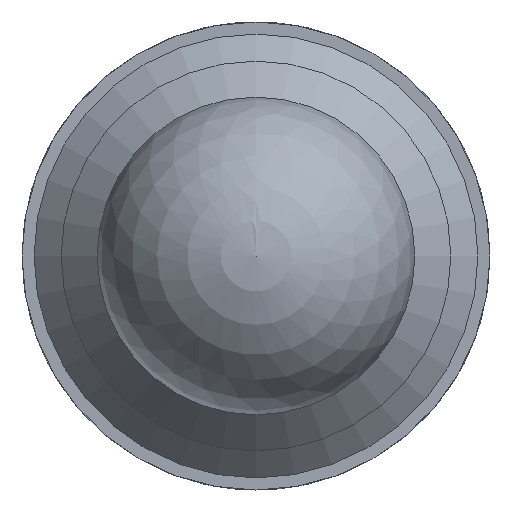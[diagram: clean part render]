
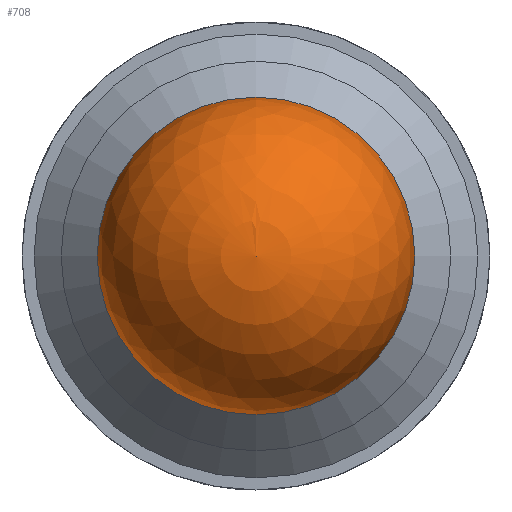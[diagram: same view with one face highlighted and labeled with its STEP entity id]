
A CAD part, front view. The second image highlights one B-rep face of the part: STEP entity #708.
In plain terms, the highlighted spherical face has radius 7.5 mm.
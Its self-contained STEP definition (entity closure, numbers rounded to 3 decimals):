
#19=SPHERICAL_SURFACE('',#795,7.5);
#68=FACE_OUTER_BOUND('',#110,.T.);
#110=EDGE_LOOP('',(#511,#512,#513,#514));
#269=CIRCLE('',#793,7.5);
#270=CIRCLE('',#794,7.5);
#271=CIRCLE('',#796,7.5);
#328=VERTEX_POINT('',#1161);
#329=VERTEX_POINT('',#1162);
#330=VERTEX_POINT('',#1167);
#399=EDGE_CURVE('',#328,#329,#269,.T.);
#401=EDGE_CURVE('',#329,#328,#270,.T.);
#402=EDGE_CURVE('',#329,#330,#271,.T.);
#511=ORIENTED_EDGE('',*,*,#399,.T.);
#512=ORIENTED_EDGE('',*,*,#402,.T.);
#513=ORIENTED_EDGE('',*,*,#402,.F.);
#514=ORIENTED_EDGE('',*,*,#401,.T.);
#708=ADVANCED_FACE('',(#68),#19,.T.);
#793=AXIS2_PLACEMENT_3D('',#1163,#931,#932);
#794=AXIS2_PLACEMENT_3D('',#1165,#934,#935);
#795=AXIS2_PLACEMENT_3D('',#1166,#936,#937);
#796=AXIS2_PLACEMENT_3D('',#1168,#938,#939);
#931=DIRECTION('center_axis',(0.,-1.,0.));
#932=DIRECTION('ref_axis',(1.,0.,0.));
#934=DIRECTION('center_axis',(0.,-1.,0.));
#935=DIRECTION('ref_axis',(1.,0.,0.));
#936=DIRECTION('center_axis',(0.,1.,0.));
#937=DIRECTION('ref_axis',(0.,0.,-1.));
#938=DIRECTION('center_axis',(1.,0.,0.));
#939=DIRECTION('ref_axis',(0.,0.,1.));
#1161=CARTESIAN_POINT('',(-15.148,-71.9,-1.227));
#1162=CARTESIAN_POINT('',(-7.648,-71.9,6.273));
#1163=CARTESIAN_POINT('Origin',(-7.648,-71.9,-1.227));
#1165=CARTESIAN_POINT('Origin',(-7.648,-71.9,-1.227));
#1166=CARTESIAN_POINT('Origin',(-7.648,-71.9,-1.227));
#1167=CARTESIAN_POINT('',(-7.648,-79.4,-1.227));
#1168=CARTESIAN_POINT('Origin',(-7.648,-71.9,-1.227));
